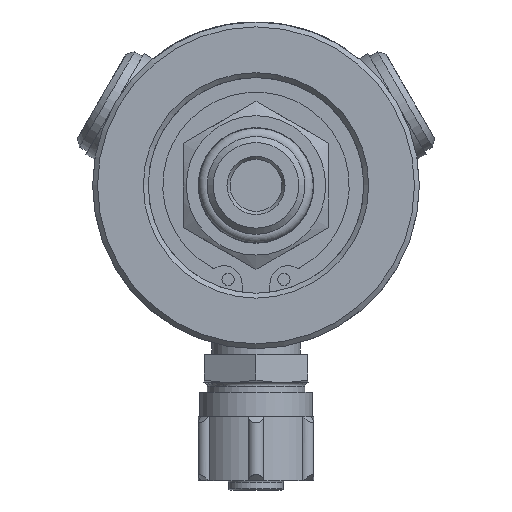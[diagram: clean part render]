
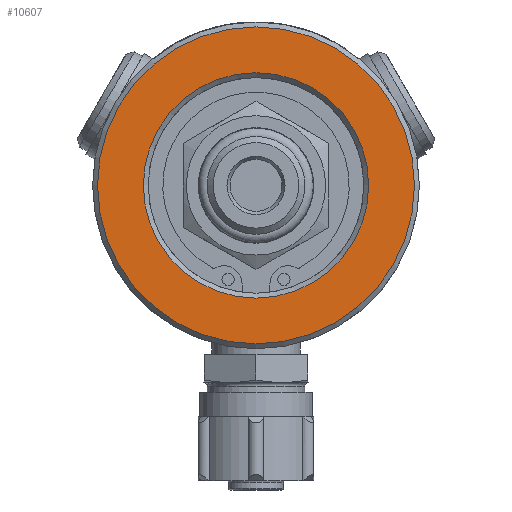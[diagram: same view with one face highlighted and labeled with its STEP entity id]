
A CAD part, left-side view. The second image highlights one B-rep face of the part: STEP entity #10607.
In plain terms, the highlighted planar face has unit normal (-1, 0, 0).
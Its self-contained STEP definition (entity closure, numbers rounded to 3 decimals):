
#725=FACE_BOUND('',#3765,.T.);
#2138=CIRCLE('',#11427,18.435);
#2141=CIRCLE('',#11432,25.925);
#2615=PLANE('',#11431);
#3105=FACE_OUTER_BOUND('',#3764,.T.);
#3764=EDGE_LOOP('',(#9007));
#3765=EDGE_LOOP('',(#9008));
#5046=VERTEX_POINT('',#22797);
#5048=VERTEX_POINT('',#22806);
#6442=EDGE_CURVE('',#5046,#5046,#2138,.T.);
#6446=EDGE_CURVE('',#5048,#5048,#2141,.T.);
#9007=ORIENTED_EDGE('',*,*,#6446,.F.);
#9008=ORIENTED_EDGE('',*,*,#6442,.F.);
#10607=ADVANCED_FACE('',(#3105,#725),#2615,.T.);
#11427=AXIS2_PLACEMENT_3D('',#22799,#13516,#13517);
#11431=AXIS2_PLACEMENT_3D('',#22805,#13525,#13526);
#11432=AXIS2_PLACEMENT_3D('',#22807,#13527,#13528);
#13516=DIRECTION('center_axis',(-1.,0.,0.));
#13517=DIRECTION('ref_axis',(0.,0.,-1.));
#13525=DIRECTION('center_axis',(-1.,0.,0.));
#13526=DIRECTION('ref_axis',(0.,0.,1.));
#13527=DIRECTION('center_axis',(1.,0.,0.));
#13528=DIRECTION('ref_axis',(0.,-1.,0.));
#22797=CARTESIAN_POINT('',(30.44,0.,18.435));
#22799=CARTESIAN_POINT('Origin',(30.44,0.,0.));
#22805=CARTESIAN_POINT('Origin',(30.44,0.,0.));
#22806=CARTESIAN_POINT('',(30.44,25.925,0.));
#22807=CARTESIAN_POINT('Origin',(30.44,0.,0.));
